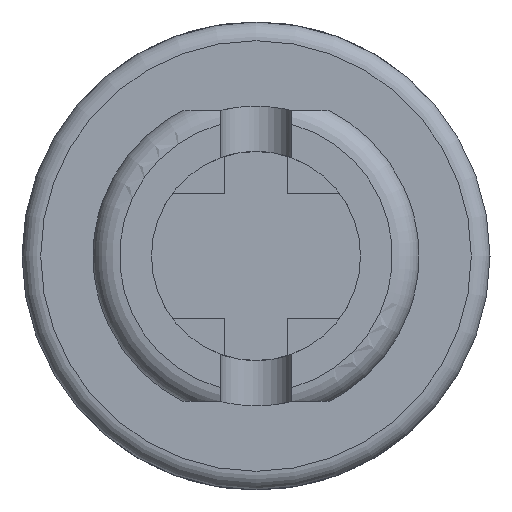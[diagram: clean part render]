
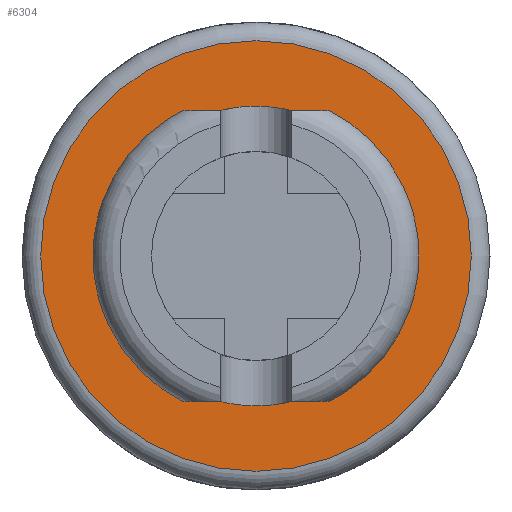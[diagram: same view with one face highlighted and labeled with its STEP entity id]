
A CAD part, left-side view. The second image highlights one B-rep face of the part: STEP entity #6304.
In plain terms, the highlighted planar face has unit normal (-1, 0, 0).
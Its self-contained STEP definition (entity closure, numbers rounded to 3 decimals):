
#16=FACE_BOUND('',#2187,.T.);
#1826=FACE_OUTER_BOUND('',#2186,.T.);
#2186=EDGE_LOOP('',(#5276,#5277));
#2187=EDGE_LOOP('',(#5278,#5279));
#2417=CIRCLE('',#6819,3.45);
#2418=CIRCLE('',#6820,3.45);
#2425=CIRCLE('',#6830,2.4);
#2426=CIRCLE('',#6831,2.4);
#2975=VERTEX_POINT('',#10514);
#2976=VERTEX_POINT('',#10515);
#2980=VERTEX_POINT('',#10566);
#2981=VERTEX_POINT('',#10568);
#3820=EDGE_CURVE('',#2975,#2976,#2417,.T.);
#3821=EDGE_CURVE('',#2976,#2975,#2418,.T.);
#3831=EDGE_CURVE('',#2980,#2981,#2425,.T.);
#3832=EDGE_CURVE('',#2981,#2980,#2426,.T.);
#5276=ORIENTED_EDGE('',*,*,#3820,.T.);
#5277=ORIENTED_EDGE('',*,*,#3821,.T.);
#5278=ORIENTED_EDGE('',*,*,#3832,.F.);
#5279=ORIENTED_EDGE('',*,*,#3831,.F.);
#5946=PLANE('',#6836);
#6304=ADVANCED_FACE('',(#1826,#16),#5946,.T.);
#6819=AXIS2_PLACEMENT_3D('',#10516,#8456,#8457);
#6820=AXIS2_PLACEMENT_3D('',#10517,#8458,#8459);
#6830=AXIS2_PLACEMENT_3D('',#10569,#8479,#8480);
#6831=AXIS2_PLACEMENT_3D('',#10570,#8481,#8482);
#6836=AXIS2_PLACEMENT_3D('',#10611,#8491,#8492);
#8456=DIRECTION('center_axis',(-1.,0.,0.));
#8457=DIRECTION('ref_axis',(0.,0.,-1.));
#8458=DIRECTION('center_axis',(-1.,0.,0.));
#8459=DIRECTION('ref_axis',(0.,0.,-1.));
#8479=DIRECTION('center_axis',(-1.,0.,0.));
#8480=DIRECTION('ref_axis',(0.,0.,-1.));
#8481=DIRECTION('center_axis',(-1.,0.,0.));
#8482=DIRECTION('ref_axis',(0.,0.,-1.));
#8491=DIRECTION('center_axis',(-1.,0.,0.));
#8492=DIRECTION('ref_axis',(0.,0.,-1.));
#10514=CARTESIAN_POINT('',(-0.825,-3.45,0.));
#10515=CARTESIAN_POINT('',(-0.825,0.,3.45));
#10516=CARTESIAN_POINT('Origin',(-0.825,0.,0.));
#10517=CARTESIAN_POINT('Origin',(-0.825,0.,0.));
#10566=CARTESIAN_POINT('',(-0.825,2.4,0.));
#10568=CARTESIAN_POINT('',(-0.825,-2.4,0.));
#10569=CARTESIAN_POINT('Origin',(-0.825,0.,0.));
#10570=CARTESIAN_POINT('Origin',(-0.825,0.,0.));
#10611=CARTESIAN_POINT('Origin',(-0.825,-2.4,0.));
